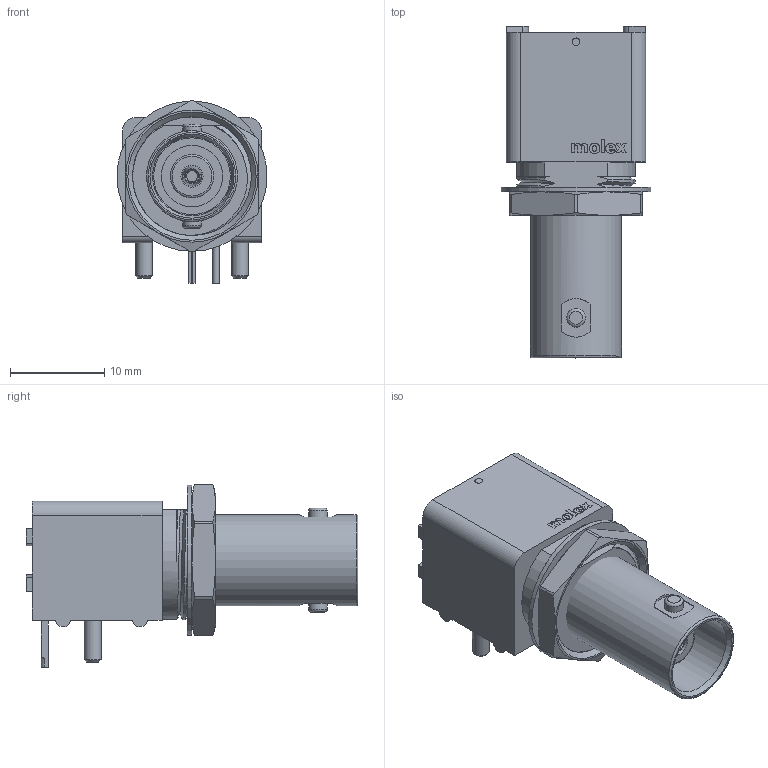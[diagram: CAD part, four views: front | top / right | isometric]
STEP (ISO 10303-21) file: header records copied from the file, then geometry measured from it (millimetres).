
FILE_DESCRIPTION(/* description */ (''),/* implementation_level */ '2;1');
FILE_NAME(/* name */ 'Molex 0731375003.stp',/* time_stamp */ '2022-05-20T11:04:26-04:00',/* author */ ('rabri'),/* organization */ (''),/* preprocessor_version */ 'ST-DEVELOPER v18',/* originating_system */ 'Autodesk Inventor 2020',/* authorisation */ '');
FILE_SCHEMA (('AUTOMOTIVE_DESIGN { 1 0 10303 214 3 1 1 }'));
Length unit declared in the file: millimetre
Products named in the file (11): Molex 0731375003; conn ext; body; nut; ins; center plug; mtn_; terminal; logo; washer; mtn__MIR
Assembly tree (10 placements, depth 2):
  Molex 0731375003
    conn ext
    body
    nut
    ins
    center plug
    mtn_
    terminal
    logo
    washer
    mtn__MIR
Bounding box: 15.9 x 35.18 x 19.36 mm (x, y, z)
Volume: 3892.5 mm3; surface area: 4097.2 mm2
Topology: 17 solids, 18 shells, 413 faces, 1083 edges, 727 vertices
Faces by surface type: plane 208, cylinder 98, bspline 76, cone 25, torus 6
Full cylindrical faces by diameter (mm): 0.7 x2, 0.82 x1, 1.2 x1, 1.657 x1, 1.8 x4, 1.82 x4, 1.95 x2, 1.981 x2, 2.1 x1, 2.35 x1, 2.85 x1, 4.62 x1, 6.35 x1, 6.5 x1, 7.72 x1, 8.128 x2, 8.365 x1, 9.652 x1, 12.59 x1, 15.9 x1
Entity records: 15063 total; most frequent: CARTESIAN_POINT 4580, ORIENTED_EDGE 2166, DIRECTION 1984, EDGE_CURVE 1083, VERTEX_POINT 727, AXIS2_PLACEMENT_3D 687, LINE 610, VECTOR 610
